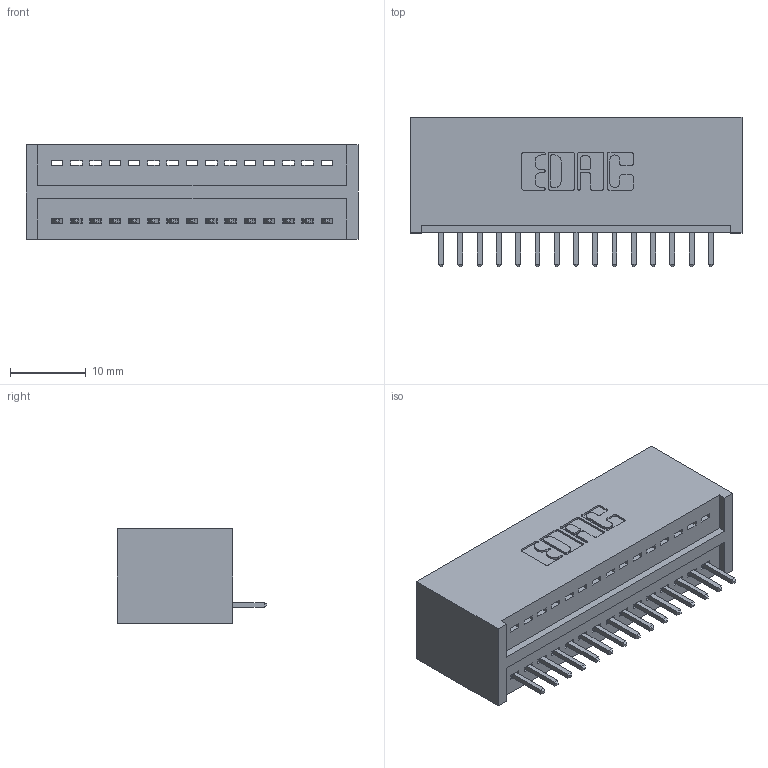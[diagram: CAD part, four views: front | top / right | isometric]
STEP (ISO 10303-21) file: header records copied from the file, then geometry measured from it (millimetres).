
FILE_DESCRIPTION (( 'STEP AP203' ), '1' );
FILE_NAME ('325-015-520-101.STEP', '2020-02-24T16:02:56', ( '' ), ( '' ), 'SwSTEP 2.0', 'SolidWorks 2016', '' );
FILE_SCHEMA (( 'CONFIG_CONTROL_DESIGN' ));
Length unit declared in the file: inch
Products named in the file (3): 325-015-520-101; 325 Part_Lugless; 325-292-001_325-293-120
Assembly tree (16 placements, depth 2):
  325-015-520-101
    325 Part_Lugless
    325-292-001_325-293-120  x15
Bounding box: 43.74 x 19.68 x 12.45 mm (x, y, z)
Volume: 5873.2 mm3; surface area: 6291.1 mm2
Topology: 16 solids, 16 shells, 976 faces, 2927 edges, 1930 vertices
Faces by surface type: plane 696, cylinder 280
Entity records: 12403 total; most frequent: CARTESIAN_POINT 2151, ORIENTED_EDGE 2102, DIRECTION 1861, EDGE_CURVE 1051, VECTOR 931, LINE 931, VERTEX_POINT 698, AXIS2_PLACEMENT_3D 465
